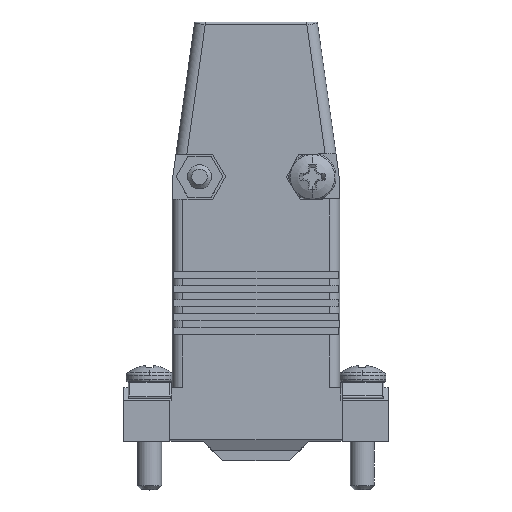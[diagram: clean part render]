
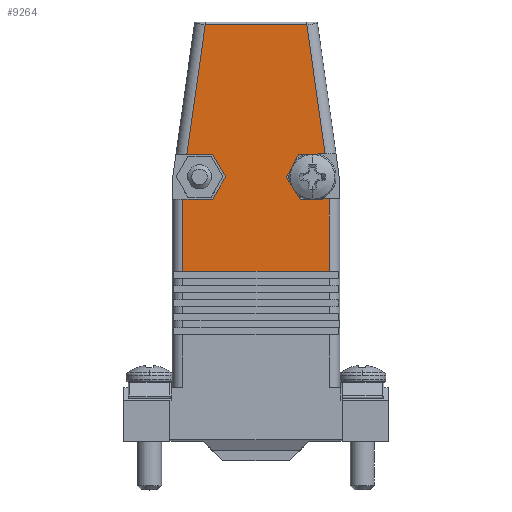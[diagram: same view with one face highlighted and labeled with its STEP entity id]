
A CAD part, top view. The second image highlights one B-rep face of the part: STEP entity #9264.
In plain terms, the highlighted face is planar.
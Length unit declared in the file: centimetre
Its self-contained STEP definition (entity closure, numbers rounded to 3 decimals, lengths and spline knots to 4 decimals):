
#1736=VERTEX_POINT('',#16505);
#1740=VERTEX_POINT('',#16514);
#1747=VERTEX_POINT('',#16599);
#1748=VERTEX_POINT('',#16603);
#1749=VERTEX_POINT('',#16605);
#1750=VERTEX_POINT('',#16607);
#1751=VERTEX_POINT('',#16609);
#1752=VERTEX_POINT('',#16611);
#1753=VERTEX_POINT('',#16613);
#1754=VERTEX_POINT('',#16615);
#1755=VERTEX_POINT('',#16617);
#1756=VERTEX_POINT('',#16619);
#1757=VERTEX_POINT('',#16621);
#1758=VERTEX_POINT('',#16623);
#1759=VERTEX_POINT('',#16625);
#1760=VERTEX_POINT('',#16627);
#2533=VECTOR('',#11486,1.);
#2542=VECTOR('',#11508,1.);
#2543=VECTOR('',#11512,1.);
#2544=VECTOR('',#11513,1.);
#2545=VECTOR('',#11514,1.);
#2546=VECTOR('',#11515,1.);
#2547=VECTOR('',#11516,1.);
#2548=VECTOR('',#11517,1.);
#2549=VECTOR('',#11518,1.);
#2550=VECTOR('',#11519,1.);
#2551=VECTOR('',#11520,1.);
#2552=VECTOR('',#11521,1.);
#2553=VECTOR('',#11522,1.);
#2554=VECTOR('',#11523,1.);
#2555=VECTOR('',#11524,1.);
#2556=VECTOR('',#11525,1.);
#3367=LINE('',#16517,#2533);
#3376=LINE('',#16598,#2542);
#3377=LINE('',#16602,#2543);
#3378=LINE('',#16604,#2544);
#3379=LINE('',#16606,#2545);
#3380=LINE('',#16608,#2546);
#3381=LINE('',#16610,#2547);
#3382=LINE('',#16612,#2548);
#3383=LINE('',#16614,#2549);
#3384=LINE('',#16616,#2550);
#3385=LINE('',#16618,#2551);
#3386=LINE('',#16620,#2552);
#3387=LINE('',#16622,#2553);
#3388=LINE('',#16624,#2554);
#3389=LINE('',#16626,#2555);
#3390=LINE('',#16628,#2556);
#4722=EDGE_CURVE('',#1736,#1740,#3367,.T.);
#4734=EDGE_CURVE('',#1740,#1747,#3376,.T.);
#4736=EDGE_CURVE('',#1748,#1736,#3377,.T.);
#4737=EDGE_CURVE('',#1748,#1749,#3378,.T.);
#4738=EDGE_CURVE('',#1749,#1750,#3379,.T.);
#4739=EDGE_CURVE('',#1750,#1751,#3380,.T.);
#4740=EDGE_CURVE('',#1751,#1752,#3381,.T.);
#4741=EDGE_CURVE('',#1753,#1752,#3382,.T.);
#4742=EDGE_CURVE('',#1753,#1754,#3383,.T.);
#4743=EDGE_CURVE('',#1755,#1754,#3384,.T.);
#4744=EDGE_CURVE('',#1755,#1756,#3385,.T.);
#4745=EDGE_CURVE('',#1756,#1757,#3386,.T.);
#4746=EDGE_CURVE('',#1757,#1758,#3387,.T.);
#4747=EDGE_CURVE('',#1758,#1759,#3388,.T.);
#4748=EDGE_CURVE('',#1759,#1760,#3389,.T.);
#4749=EDGE_CURVE('',#1760,#1747,#3390,.T.);
#7183=ORIENTED_EDGE('',*,*,#4722,.F.);
#7184=ORIENTED_EDGE('',*,*,#4736,.F.);
#7185=ORIENTED_EDGE('',*,*,#4737,.T.);
#7186=ORIENTED_EDGE('',*,*,#4738,.T.);
#7187=ORIENTED_EDGE('',*,*,#4739,.T.);
#7188=ORIENTED_EDGE('',*,*,#4740,.T.);
#7189=ORIENTED_EDGE('',*,*,#4741,.F.);
#7190=ORIENTED_EDGE('',*,*,#4742,.T.);
#7191=ORIENTED_EDGE('',*,*,#4743,.F.);
#7192=ORIENTED_EDGE('',*,*,#4744,.T.);
#7193=ORIENTED_EDGE('',*,*,#4745,.T.);
#7194=ORIENTED_EDGE('',*,*,#4746,.T.);
#7195=ORIENTED_EDGE('',*,*,#4747,.T.);
#7196=ORIENTED_EDGE('',*,*,#4748,.T.);
#7197=ORIENTED_EDGE('',*,*,#4749,.T.);
#7198=ORIENTED_EDGE('',*,*,#4734,.F.);
#8219=EDGE_LOOP('',(#7183,#7184,#7185,#7186,#7187,#7188,#7189,#7190,#7191,
#7192,#7193,#7194,#7195,#7196,#7197,#7198));
#8817=FACE_BOUND('',#8219,.T.);
#9264=ADVANCED_FACE('',(#8817),#9521,.F.);
#9521=PLANE('',#17779);
#11486=DIRECTION('',(-1.,0.,0.));
#11508=DIRECTION('',(-0.14,-0.99,0.));
#11511=DIRECTION('',(0.,0.,1.));
#11512=DIRECTION('',(-0.14,0.99,0.));
#11513=DIRECTION('',(-1.,0.,0.));
#11514=DIRECTION('',(-0.5,-0.866,0.));
#11515=DIRECTION('',(0.5,-0.866,0.));
#11516=DIRECTION('',(1.,0.,0.));
#11517=DIRECTION('',(0.,1.,0.));
#11518=DIRECTION('',(-1.,0.,0.));
#11519=DIRECTION('',(0.,-1.,0.));
#11520=DIRECTION('',(1.,0.,0.));
#11521=DIRECTION('',(0.999,-0.038,0.));
#11522=DIRECTION('',(0.533,0.846,0.));
#11523=DIRECTION('',(-0.466,0.885,0.));
#11524=DIRECTION('',(-0.999,0.038,0.));
#11525=DIRECTION('',(-1.,0.,0.));
#16505=CARTESIAN_POINT('',(0.5992,-0.0254,-0.6985));
#16514=CARTESIAN_POINT('',(-0.5992,-0.0254,-0.6985));
#16517=CARTESIAN_POINT('',(0.,-0.0254,-0.6985));
#16598=CARTESIAN_POINT('',(-0.8603,-1.8653,-0.6985));
#16599=CARTESIAN_POINT('',(-0.8165,-1.5564,-0.6985));
#16601=CARTESIAN_POINT('',(0.,-2.9132,-0.6985));
#16602=CARTESIAN_POINT('',(0.8603,-1.8653,-0.6985));
#16603=CARTESIAN_POINT('',(0.8173,-1.5621,-0.6985));
#16604=CARTESIAN_POINT('',(0.5209,-1.5621,-0.6985));
#16605=CARTESIAN_POINT('',(0.5128,-1.5621,-0.6985));
#16606=CARTESIAN_POINT('',(0.1176,-2.2465,-0.6985));
#16607=CARTESIAN_POINT('',(0.3588,-1.8288,-0.6985));
#16608=CARTESIAN_POINT('',(0.5872,-2.2245,-0.6985));
#16609=CARTESIAN_POINT('',(0.5128,-2.0955,-0.6985));
#16610=CARTESIAN_POINT('',(0.4439,-2.0955,-0.6985));
#16611=CARTESIAN_POINT('',(0.8636,-2.0955,-0.6985));
#16612=CARTESIAN_POINT('',(0.8636,-3.006,-0.6985));
#16613=CARTESIAN_POINT('',(0.8636,-2.9464,-0.6985));
#16614=CARTESIAN_POINT('',(-0.0347,-2.9464,-0.6985));
#16615=CARTESIAN_POINT('',(-0.8636,-2.9464,-0.6985));
#16616=CARTESIAN_POINT('',(-0.8636,-3.006,-0.6985));
#16617=CARTESIAN_POINT('',(-0.8636,-2.0894,-0.6985));
#16618=CARTESIAN_POINT('',(-0.5035,-2.0894,-0.6985));
#16619=CARTESIAN_POINT('',(-0.8309,-2.0894,-0.6985));
#16620=CARTESIAN_POINT('',(-0.3233,-2.1089,-0.6985));
#16621=CARTESIAN_POINT('',(-0.5231,-2.1012,-0.6985));
#16622=CARTESIAN_POINT('',(-0.5909,-2.2088,-0.6985));
#16623=CARTESIAN_POINT('',(-0.359,-1.8406,-0.6985));
#16624=CARTESIAN_POINT('',(-0.1346,-2.2663,-0.6985));
#16625=CARTESIAN_POINT('',(-0.5026,-1.5682,-0.6985));
#16626=CARTESIAN_POINT('',(-0.3028,-1.5759,-0.6985));
#16627=CARTESIAN_POINT('',(-0.8104,-1.5564,-0.6985));
#16628=CARTESIAN_POINT('',(-0.4984,-1.5564,-0.6985));
#17779=AXIS2_PLACEMENT_3D('',#16601,#11511,$);
